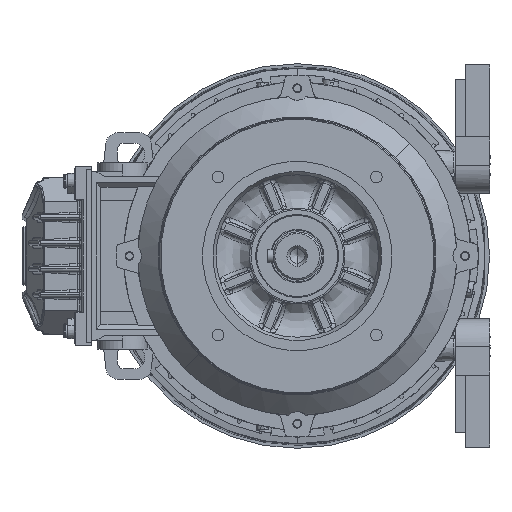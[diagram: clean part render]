
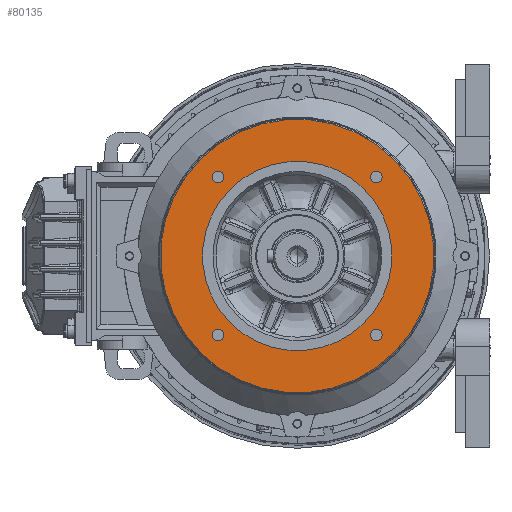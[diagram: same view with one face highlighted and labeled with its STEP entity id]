
A CAD part, left-side view. The second image highlights one B-rep face of the part: STEP entity #80135.
In plain terms, the highlighted planar face has unit normal (-1, 0, 0).
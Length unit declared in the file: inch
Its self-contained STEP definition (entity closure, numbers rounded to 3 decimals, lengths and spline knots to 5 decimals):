
#1618 = AXIS2_PLACEMENT_3D ( 'NONE', #135797, #75077, #101432 ) ;
#2044 = DIRECTION ( 'NONE',  ( -1., 0., 0. ) ) ;
#3777 = EDGE_CURVE ( 'NONE', #156683, #5457, #47820, .T. ) ;
#4048 = ORIENTED_EDGE ( 'NONE', *, *, #91488, .T. ) ;
#5457 = VERTEX_POINT ( 'NONE', #153291 ) ;
#6414 = CIRCLE ( 'NONE', #87910, 2.16535 ) ;
#8329 = CARTESIAN_POINT ( 'NONE',  ( -1.69291, -1.80953, -1.80953 ) ) ;
#9346 = FACE_BOUND ( 'NONE', #129880, .T. ) ;
#10596 = VERTEX_POINT ( 'NONE', #57284 ) ;
#11076 = VERTEX_POINT ( 'NONE', #137261 ) ;
#12258 = CARTESIAN_POINT ( 'NONE',  ( -1.69291, 1.71487, 1.71487 ) ) ;
#14523 = AXIS2_PLACEMENT_3D ( 'NONE', #96459, #145197, #48395 ) ;
#19125 = EDGE_LOOP ( 'NONE', ( #143688, #98425 ) ) ;
#19541 = DIRECTION ( 'NONE',  ( 1., 0., 0. ) ) ;
#21093 = CARTESIAN_POINT ( 'NONE',  ( -1.69291, 1.80953, -1.80953 ) ) ;
#21171 = CARTESIAN_POINT ( 'NONE',  ( -1.69291, 0., 0. ) ) ;
#21198 = VERTEX_POINT ( 'NONE', #132319 ) ;
#22927 = CARTESIAN_POINT ( 'NONE',  ( -1.69291, 0., 0. ) ) ;
#26009 = VERTEX_POINT ( 'NONE', #12258 ) ;
#26071 = AXIS2_PLACEMENT_3D ( 'NONE', #48595, #122922, #73413 ) ;
#28457 = ORIENTED_EDGE ( 'NONE', *, *, #3777, .T. ) ;
#29233 = EDGE_LOOP ( 'NONE', ( #4048, #94944 ) ) ;
#30784 = DIRECTION ( 'NONE',  ( 0., 0.707, 0.707 ) ) ;
#33093 = ORIENTED_EDGE ( 'NONE', *, *, #42195, .T. ) ;
#33190 = DIRECTION ( 'NONE',  ( 1., 0., 0. ) ) ;
#33306 = EDGE_CURVE ( 'NONE', #11076, #10596, #138564, .T. ) ;
#34980 = PLANE ( 'NONE',  #123591 ) ;
#35621 = EDGE_LOOP ( 'NONE', ( #86263, #132618 ) ) ;
#36858 = CARTESIAN_POINT ( 'NONE',  ( -1.69291, -1.90418, -1.90418 ) ) ;
#37610 = DIRECTION ( 'NONE',  ( 0., 0.707, 0.707 ) ) ;
#37793 = EDGE_LOOP ( 'NONE', ( #55179, #111707 ) ) ;
#39350 = AXIS2_PLACEMENT_3D ( 'NONE', #120330, #33190, #156369 ) ;
#40728 = DIRECTION ( 'NONE',  ( 1., 0., 0. ) ) ;
#42195 = EDGE_CURVE ( 'NONE', #5457, #156683, #6414, .T. ) ;
#43002 = CARTESIAN_POINT ( 'NONE',  ( -1.69291, 1.90418, -1.71487 ) ) ;
#43332 = CIRCLE ( 'NONE', #76428, 0.13386 ) ;
#44397 = CIRCLE ( 'NONE', #39350, 0.13386 ) ;
#44792 = CARTESIAN_POINT ( 'NONE',  ( -1.69291, -1.71487, -1.71487 ) ) ;
#45909 = CIRCLE ( 'NONE', #155744, 3.12721 ) ;
#46968 = EDGE_CURVE ( 'NONE', #142252, #26009, #86341, .T. ) ;
#47071 = DIRECTION ( 'NONE',  ( 1., 0., 0. ) ) ;
#47748 = FACE_BOUND ( 'NONE', #29233, .T. ) ;
#47820 = CIRCLE ( 'NONE', #14523, 2.16535 ) ;
#48395 = DIRECTION ( 'NONE',  ( 0., 0.707, 0.707 ) ) ;
#48595 = CARTESIAN_POINT ( 'NONE',  ( -1.69291, -1.80953, 1.80953 ) ) ;
#51139 = CARTESIAN_POINT ( 'NONE',  ( -1.69291, 1.80953, -1.80953 ) ) ;
#51722 = CIRCLE ( 'NONE', #100255, 0.13386 ) ;
#52703 = CARTESIAN_POINT ( 'NONE',  ( -1.69291, 0., 0. ) ) ;
#55179 = ORIENTED_EDGE ( 'NONE', *, *, #90386, .T. ) ;
#55615 = AXIS2_PLACEMENT_3D ( 'NONE', #101387, #88640, #150970 ) ;
#57216 = DIRECTION ( 'NONE',  ( 0., -0.707, -0.707 ) ) ;
#57284 = CARTESIAN_POINT ( 'NONE',  ( -1.69291, -1.71487, 1.90418 ) ) ;
#57296 = ORIENTED_EDGE ( 'NONE', *, *, #87754, .T. ) ;
#62429 = ORIENTED_EDGE ( 'NONE', *, *, #46968, .T. ) ;
#62635 = AXIS2_PLACEMENT_3D ( 'NONE', #21093, #106697, #118714 ) ;
#62752 = EDGE_CURVE ( 'NONE', #70741, #154988, #45909, .T. ) ;
#63835 = AXIS2_PLACEMENT_3D ( 'NONE', #111175, #75187, #37610 ) ;
#64941 = EDGE_CURVE ( 'NONE', #123961, #148957, #92311, .T. ) ;
#69225 = DIRECTION ( 'NONE',  ( -1., 0., 0. ) ) ;
#70741 = VERTEX_POINT ( 'NONE', #128574 ) ;
#73413 = DIRECTION ( 'NONE',  ( 0., 0.707, 0.707 ) ) ;
#73581 = DIRECTION ( 'NONE',  ( 0., 0.707, 0.707 ) ) ;
#75077 = DIRECTION ( 'NONE',  ( -1., 0., 0. ) ) ;
#75187 = DIRECTION ( 'NONE',  ( 1., 0., 0. ) ) ;
#76428 = AXIS2_PLACEMENT_3D ( 'NONE', #51139, #157575, #73581 ) ;
#80135 = ADVANCED_FACE ( 'NONE', ( #9346, #131717, #155761, #132494, #143755, #47748 ), #34980, .T. ) ;
#86263 = ORIENTED_EDGE ( 'NONE', *, *, #131200, .T. ) ;
#86341 = CIRCLE ( 'NONE', #55615, 0.13386 ) ;
#87754 = EDGE_CURVE ( 'NONE', #26009, #142252, #51722, .T. ) ;
#87910 = AXIS2_PLACEMENT_3D ( 'NONE', #52703, #40728, #89531 ) ;
#88640 = DIRECTION ( 'NONE',  ( 1., 0., 0. ) ) ;
#89531 = DIRECTION ( 'NONE',  ( 0., 0.707, 0.707 ) ) ;
#90386 = EDGE_CURVE ( 'NONE', #91963, #21198, #43332, .T. ) ;
#91488 = EDGE_CURVE ( 'NONE', #10596, #11076, #120015, .T. ) ;
#91963 = VERTEX_POINT ( 'NONE', #43002 ) ;
#92311 = CIRCLE ( 'NONE', #120301, 0.13386 ) ;
#94944 = ORIENTED_EDGE ( 'NONE', *, *, #33306, .T. ) ;
#96459 = CARTESIAN_POINT ( 'NONE',  ( -1.69291, 0., 0. ) ) ;
#98425 = ORIENTED_EDGE ( 'NONE', *, *, #64941, .T. ) ;
#100255 = AXIS2_PLACEMENT_3D ( 'NONE', #106305, #47071, #155104 ) ;
#101387 = CARTESIAN_POINT ( 'NONE',  ( -1.69291, 1.80953, 1.80953 ) ) ;
#101432 = DIRECTION ( 'NONE',  ( 0., -0.707, -0.707 ) ) ;
#106236 = CARTESIAN_POINT ( 'NONE',  ( -1.69291, -1.53114, -1.53114 ) ) ;
#106305 = CARTESIAN_POINT ( 'NONE',  ( -1.69291, 1.80953, 1.80953 ) ) ;
#106697 = DIRECTION ( 'NONE',  ( 1., 0., 0. ) ) ;
#111175 = CARTESIAN_POINT ( 'NONE',  ( -1.69291, -1.80953, 1.80953 ) ) ;
#111707 = ORIENTED_EDGE ( 'NONE', *, *, #129785, .T. ) ;
#112411 = EDGE_CURVE ( 'NONE', #148957, #123961, #44397, .T. ) ;
#118714 = DIRECTION ( 'NONE',  ( 0., 0.707, 0.707 ) ) ;
#120015 = CIRCLE ( 'NONE', #63835, 0.13386 ) ;
#120301 = AXIS2_PLACEMENT_3D ( 'NONE', #8329, #19541, #30784 ) ;
#120330 = CARTESIAN_POINT ( 'NONE',  ( -1.69291, -1.80953, -1.80953 ) ) ;
#122922 = DIRECTION ( 'NONE',  ( 1., 0., 0. ) ) ;
#123591 = AXIS2_PLACEMENT_3D ( 'NONE', #22927, #2044, #125187 ) ;
#123961 = VERTEX_POINT ( 'NONE', #36858 ) ;
#125187 = DIRECTION ( 'NONE',  ( 0., 0.707, 0.707 ) ) ;
#128574 = CARTESIAN_POINT ( 'NONE',  ( -1.69291, 2.21127, 2.21127 ) ) ;
#129785 = EDGE_CURVE ( 'NONE', #21198, #91963, #131579, .T. ) ;
#129880 = EDGE_LOOP ( 'NONE', ( #33093, #28457 ) ) ;
#131200 = EDGE_CURVE ( 'NONE', #154988, #70741, #147259, .T. ) ;
#131579 = CIRCLE ( 'NONE', #62635, 0.13386 ) ;
#131717 = FACE_OUTER_BOUND ( 'NONE', #35621, .T. ) ;
#132319 = CARTESIAN_POINT ( 'NONE',  ( -1.69291, 1.71487, -1.90418 ) ) ;
#132494 = FACE_BOUND ( 'NONE', #37793, .T. ) ;
#132618 = ORIENTED_EDGE ( 'NONE', *, *, #62752, .T. ) ;
#134610 = CARTESIAN_POINT ( 'NONE',  ( -1.69291, 1.90418, 1.90418 ) ) ;
#135797 = CARTESIAN_POINT ( 'NONE',  ( -1.69291, 0., 0. ) ) ;
#137261 = CARTESIAN_POINT ( 'NONE',  ( -1.69291, -1.90418, 1.71487 ) ) ;
#137501 = CARTESIAN_POINT ( 'NONE',  ( -1.69291, -2.21127, -2.21127 ) ) ;
#138564 = CIRCLE ( 'NONE', #26071, 0.13386 ) ;
#142252 = VERTEX_POINT ( 'NONE', #134610 ) ;
#143688 = ORIENTED_EDGE ( 'NONE', *, *, #112411, .T. ) ;
#143755 = FACE_BOUND ( 'NONE', #19125, .T. ) ;
#144463 = EDGE_LOOP ( 'NONE', ( #62429, #57296 ) ) ;
#145197 = DIRECTION ( 'NONE',  ( 1., 0., 0. ) ) ;
#147259 = CIRCLE ( 'NONE', #1618, 3.12721 ) ;
#148957 = VERTEX_POINT ( 'NONE', #44792 ) ;
#150970 = DIRECTION ( 'NONE',  ( 0., 0.707, 0.707 ) ) ;
#153291 = CARTESIAN_POINT ( 'NONE',  ( -1.69291, 1.53114, 1.53114 ) ) ;
#154988 = VERTEX_POINT ( 'NONE', #137501 ) ;
#155104 = DIRECTION ( 'NONE',  ( 0., 0.707, 0.707 ) ) ;
#155744 = AXIS2_PLACEMENT_3D ( 'NONE', #21171, #69225, #57216 ) ;
#155761 = FACE_BOUND ( 'NONE', #144463, .T. ) ;
#156369 = DIRECTION ( 'NONE',  ( 0., 0.707, 0.707 ) ) ;
#156683 = VERTEX_POINT ( 'NONE', #106236 ) ;
#157575 = DIRECTION ( 'NONE',  ( 1., 0., 0. ) ) ;
